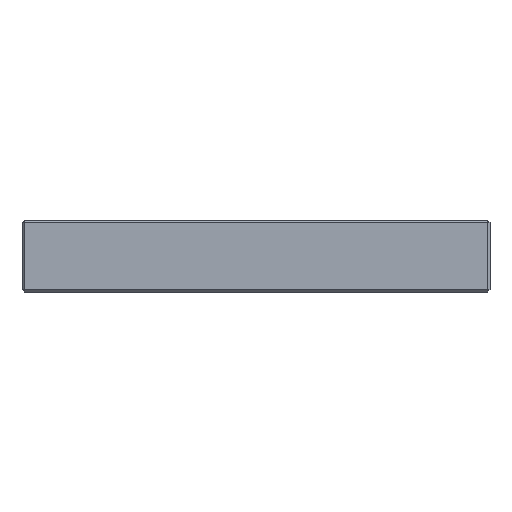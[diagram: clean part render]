
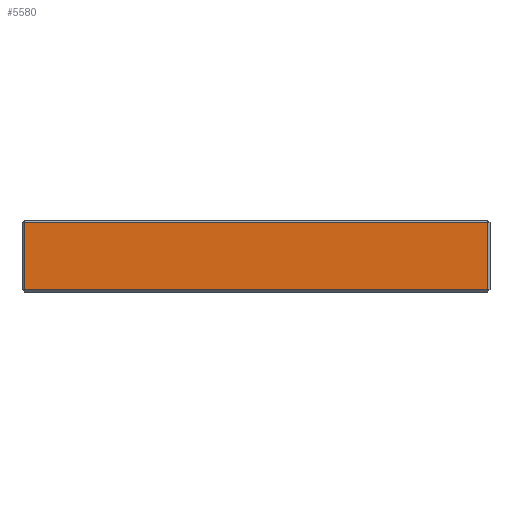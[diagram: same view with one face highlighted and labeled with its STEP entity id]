
A CAD part, front view. The second image highlights one B-rep face of the part: STEP entity #5580.
In plain terms, the highlighted planar face has unit normal (0, -1, 0).
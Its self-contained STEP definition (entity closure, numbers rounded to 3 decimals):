
#41 = LINE ( 'NONE', #1504, #5327 ) ;
#126 = FACE_OUTER_BOUND ( 'NONE', #4547, .T. ) ;
#244 = CARTESIAN_POINT ( 'NONE',  ( -45.1, -38., 11.6 ) ) ;
#373 = EDGE_CURVE ( 'NONE', #2364, #1252, #844, .T. ) ;
#448 = CARTESIAN_POINT ( 'NONE',  ( -45.1, -38., -1.6 ) ) ;
#487 = DIRECTION ( 'NONE',  ( 0., 0., 1. ) ) ;
#530 = ORIENTED_EDGE ( 'NONE', *, *, #4027, .T. ) ;
#759 = DIRECTION ( 'NONE',  ( 0., 0., -1. ) ) ;
#844 = LINE ( 'NONE', #4864, #994 ) ;
#882 = DIRECTION ( 'NONE',  ( 0., 1., 0. ) ) ;
#994 = VECTOR ( 'NONE', #759, 1000. ) ;
#1252 = VERTEX_POINT ( 'NONE', #448 ) ;
#1504 = CARTESIAN_POINT ( 'NONE',  ( -45.5, -38., -1.6 ) ) ;
#1545 = ORIENTED_EDGE ( 'NONE', *, *, #2131, .T. ) ;
#1760 = CARTESIAN_POINT ( 'NONE',  ( 45.1, -38., 11.6 ) ) ;
#1919 = PLANE ( 'NONE',  #4535 ) ;
#1923 = DIRECTION ( 'NONE',  ( 1., 0., 0. ) ) ;
#2131 = EDGE_CURVE ( 'NONE', #3078, #4719, #2727, .T. ) ;
#2147 = LINE ( 'NONE', #5702, #3496 ) ;
#2185 = VECTOR ( 'NONE', #487, 1000. ) ;
#2364 = VERTEX_POINT ( 'NONE', #244 ) ;
#2727 = LINE ( 'NONE', #3674, #2185 ) ;
#2789 = EDGE_CURVE ( 'NONE', #4719, #2364, #2147, .T. ) ;
#3078 = VERTEX_POINT ( 'NONE', #3157 ) ;
#3135 = CARTESIAN_POINT ( 'NONE',  ( -45.5, -38., 5. ) ) ;
#3157 = CARTESIAN_POINT ( 'NONE',  ( 45.1, -38., -1.6 ) ) ;
#3175 = ORIENTED_EDGE ( 'NONE', *, *, #373, .T. ) ;
#3496 = VECTOR ( 'NONE', #3987, 1000. ) ;
#3606 = DIRECTION ( 'NONE',  ( 0., 0., 1. ) ) ;
#3674 = CARTESIAN_POINT ( 'NONE',  ( 45.1, -38., 5. ) ) ;
#3987 = DIRECTION ( 'NONE',  ( -1., 0., 0. ) ) ;
#4027 = EDGE_CURVE ( 'NONE', #1252, #3078, #41, .T. ) ;
#4122 = ORIENTED_EDGE ( 'NONE', *, *, #2789, .T. ) ;
#4535 = AXIS2_PLACEMENT_3D ( 'NONE', #3135, #882, #3606 ) ;
#4547 = EDGE_LOOP ( 'NONE', ( #1545, #4122, #3175, #530 ) ) ;
#4719 = VERTEX_POINT ( 'NONE', #1760 ) ;
#4864 = CARTESIAN_POINT ( 'NONE',  ( -45.1, -38., 5. ) ) ;
#5327 = VECTOR ( 'NONE', #1923, 1000. ) ;
#5580 = ADVANCED_FACE ( 'NONE', ( #126 ), #1919, .F. ) ;
#5702 = CARTESIAN_POINT ( 'NONE',  ( -45.5, -38., 11.6 ) ) ;
